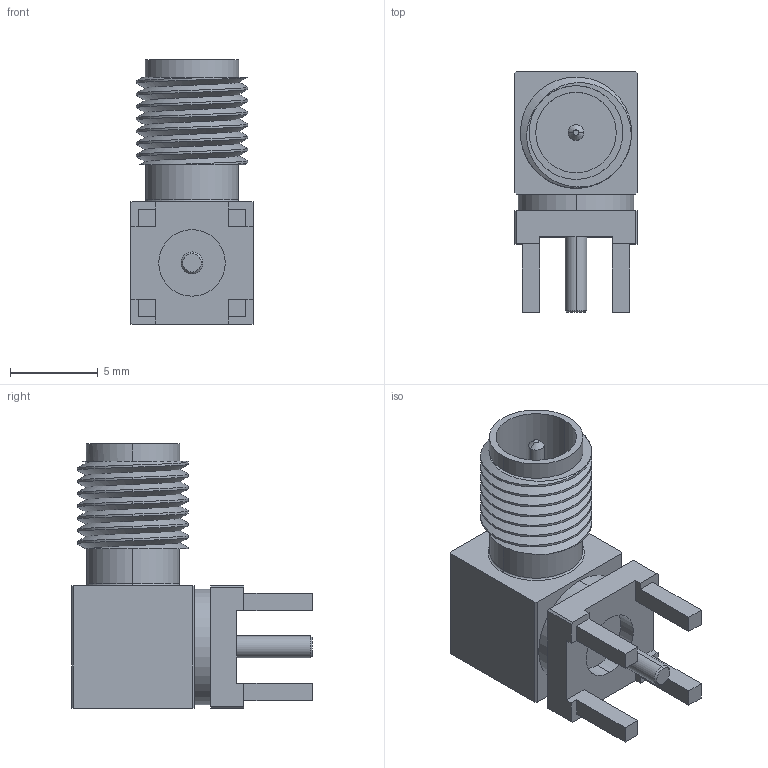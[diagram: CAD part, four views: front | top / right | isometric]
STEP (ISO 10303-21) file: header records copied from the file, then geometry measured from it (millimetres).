
FILE_DESCRIPTION (( 'STEP AP214' ), '1' );
FILE_NAME ('PCB.RPSMAFRA.HT UPDATED.STEP', '2023-07-21T11:09:58', ( '' ), ( '' ), 'SwSTEP 2.0', 'SolidWorks 2018', '' );
FILE_SCHEMA (( 'AUTOMOTIVE_DESIGN' ));
Length unit declared in the file: inch
Products named in the file (1): PCB.RPSMAFRA.HT UPDATED
Bounding box: 7 x 13.75 x 15.1 mm (x, y, z)
Volume: 592.6 mm3; surface area: 872.8 mm2
Topology: 3 solids, 3 shells, 94 faces, 235 edges, 154 vertices
Faces by surface type: plane 55, cylinder 31, cone 4, torus 2, bspline 2
Entity records: 5272 total; most frequent: CARTESIAN_POINT 1803, ORIENTED_EDGE 470, DIRECTION 429, EDGE_CURVE 235, VECTOR 157, LINE 157, VERTEX_POINT 154, AXIS2_PLACEMENT_3D 136
